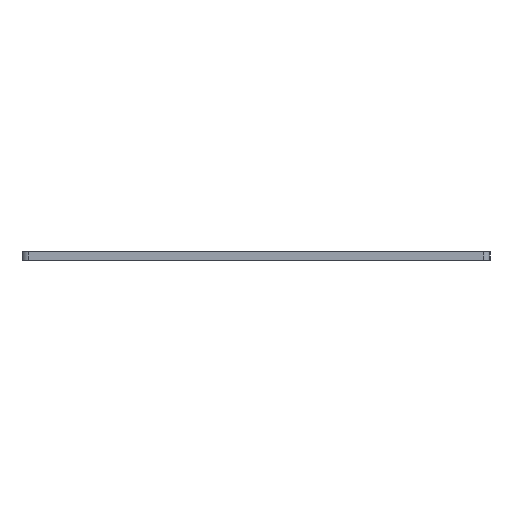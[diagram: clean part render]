
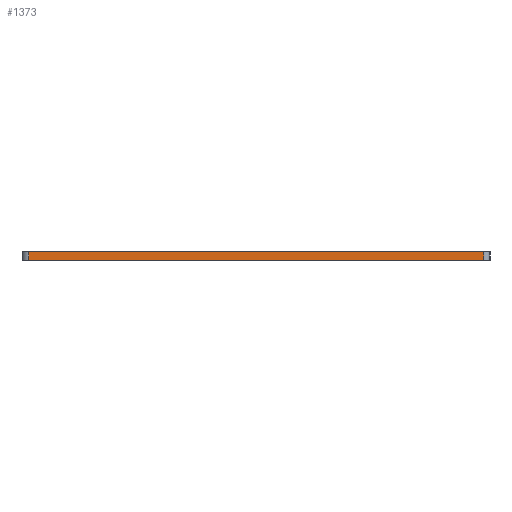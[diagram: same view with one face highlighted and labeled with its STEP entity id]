
A CAD part, left-side view. The second image highlights one B-rep face of the part: STEP entity #1373.
In plain terms, the highlighted planar face has unit normal (-1, 0, 0).
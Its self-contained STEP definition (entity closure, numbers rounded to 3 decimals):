
#102=PLANE('',#1485);
#165=FACE_OUTER_BOUND('',#229,.T.);
#229=EDGE_LOOP('',(#1163,#1164,#1165,#1166));
#423=LINE('',#2206,#573);
#424=LINE('',#2209,#574);
#425=LINE('',#2211,#575);
#426=LINE('',#2212,#576);
#573=VECTOR('',#1827,10.);
#574=VECTOR('',#1830,10.);
#575=VECTOR('',#1831,10.);
#576=VECTOR('',#1832,10.);
#733=VERTEX_POINT('',#2202);
#734=VERTEX_POINT('',#2204);
#735=VERTEX_POINT('',#2208);
#736=VERTEX_POINT('',#2210);
#917=EDGE_CURVE('',#733,#734,#423,.T.);
#918=EDGE_CURVE('',#735,#733,#424,.T.);
#919=EDGE_CURVE('',#736,#734,#425,.T.);
#920=EDGE_CURVE('',#735,#736,#426,.T.);
#1163=ORIENTED_EDGE('',*,*,#918,.T.);
#1164=ORIENTED_EDGE('',*,*,#917,.T.);
#1165=ORIENTED_EDGE('',*,*,#919,.F.);
#1166=ORIENTED_EDGE('',*,*,#920,.F.);
#1373=ADVANCED_FACE('',(#165),#102,.T.);
#1485=AXIS2_PLACEMENT_3D('',#2207,#1828,#1829);
#1827=DIRECTION('',(0.,0.,1.));
#1828=DIRECTION('center_axis',(-1.,0.,0.));
#1829=DIRECTION('ref_axis',(0.,-1.,0.));
#1830=DIRECTION('',(0.,-1.,0.));
#1831=DIRECTION('',(0.,-1.,0.));
#1832=DIRECTION('',(0.,0.,1.));
#2202=CARTESIAN_POINT('',(24.333,172.965,0.));
#2204=CARTESIAN_POINT('',(24.333,172.965,2.5));
#2206=CARTESIAN_POINT('',(24.333,172.965,0.));
#2207=CARTESIAN_POINT('Origin',(24.333,314.167,0.));
#2208=CARTESIAN_POINT('',(24.333,314.167,0.));
#2209=CARTESIAN_POINT('',(24.333,314.167,0.));
#2210=CARTESIAN_POINT('',(24.333,314.167,2.5));
#2211=CARTESIAN_POINT('',(24.333,314.167,2.5));
#2212=CARTESIAN_POINT('',(24.333,314.167,0.));
